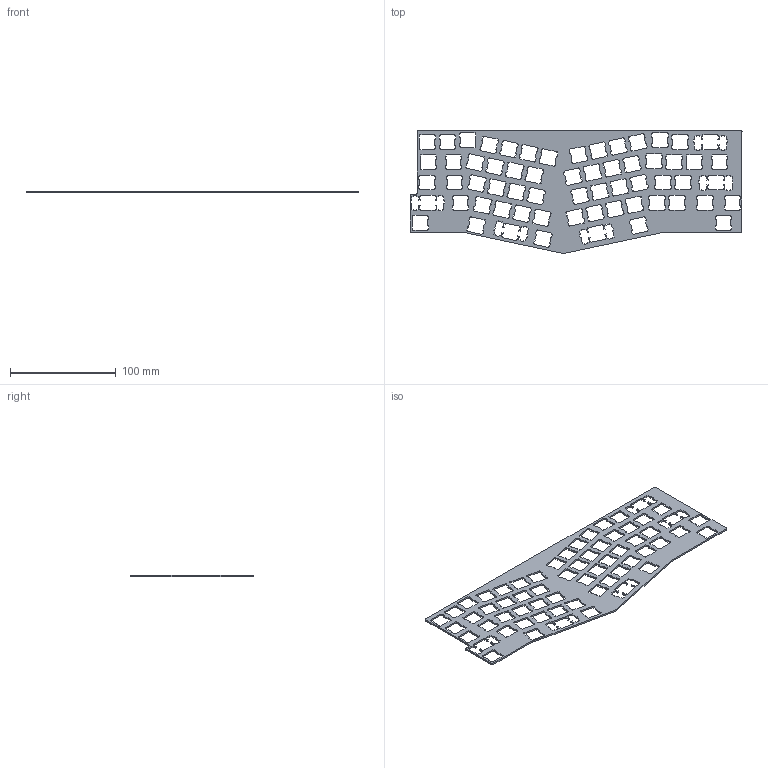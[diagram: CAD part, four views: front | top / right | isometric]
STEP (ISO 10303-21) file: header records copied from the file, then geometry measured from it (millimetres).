
FILE_DESCRIPTION(('KiCad electronic assembly'),'2;1');
FILE_NAME('plate.step','2025-07-31T14:18:15',('Pcbnew'),('Kicad'), 'Open CASCADE STEP processor 7.9','KiCad to STEP converter','Unknown' );
FILE_SCHEMA(('AUTOMOTIVE_DESIGN { 1 0 10303 214 1 1 1 1 }'));
Length unit declared in the file: millimetre
Products named in the file (2): plate 1; plate_PCB
Assembly tree (1 placements, depth 2):
  plate 1
    plate_PCB
Bounding box: 313.91 x 116.46 x 1.51 mm (x, y, z)
Volume: 27153.9 mm3; surface area: 43613.4 mm2
Topology: 1 solids, 1 shells, 1457 faces, 4365 edges, 2910 vertices
Faces by surface type: plane 1451, cylinder 6
Entity records: 48336 total; most frequent: CARTESIAN_POINT 8734, ORIENTED_EDGE 8730, DIRECTION 7295, EDGE_CURVE 4365, LINE 4353, VECTOR 4353, VERTEX_POINT 2910, FACE_BOUND 1581
